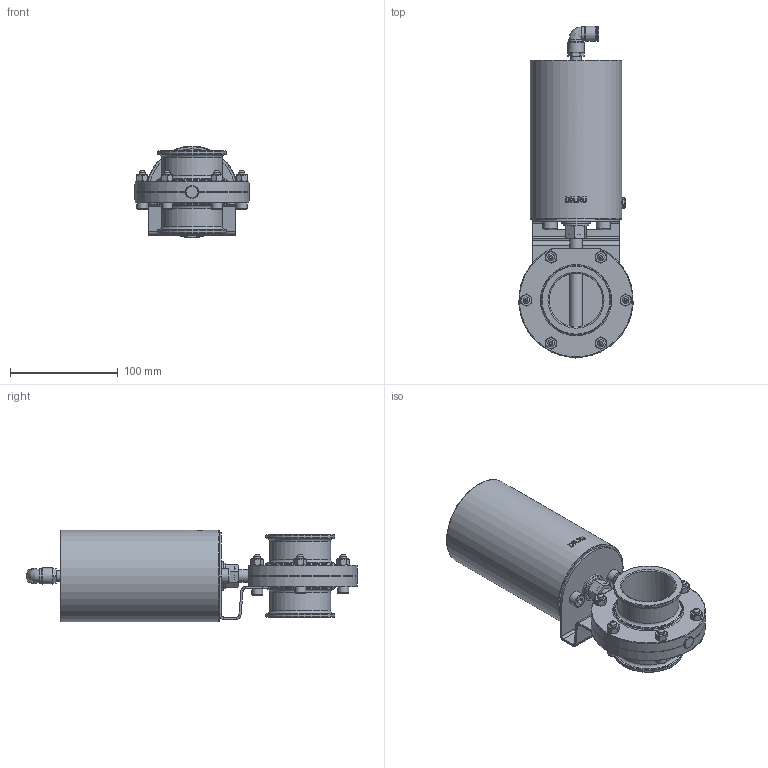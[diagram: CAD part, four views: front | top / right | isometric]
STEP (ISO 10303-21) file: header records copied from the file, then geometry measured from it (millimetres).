
FILE_DESCRIPTION(/* description */ (''),/* implementation_level */ '2;1');
FILE_NAME(/* name */ 'DN50_3D_STEP.stp',/* time_stamp */ '2025-12-25T15:33:40+03:00',/* author */ ('igorr'),/* organization */ (''),/* preprocessor_version */ 'ST-DEVELOPER v20',/* originating_system */ 'Autodesk Inventor 2025',/* authorisation */ '');
FILE_SCHEMA (('AUTOMOTIVE_DESIGN { 1 0 10303 214 3 1 1 }'));
Length unit declared in the file: millimetre
Products named in the file (9): Сборка1; Деталь1; Деталь; Деталь2; ANSI B18.2.4.2M - M6x1; AS 1421 - M6 x 10 засверленный 
конец; AS 1420 - 1973 - M6 x 10; AS 1420 - 1973 - M8 x 16; ANSI B18.2.4.2M - M12x1,75
Assembly tree (24 placements, depth 2):
  Сборка1
    Деталь1
    Деталь
    Деталь2
    ANSI B18.2.4.2M - M6x1  x6
    AS 1421 - M6 x 10 засверленный 
конец  x6
    AS 1420 - 1973 - M6 x 10  x6
    AS 1420 - 1973 - M8 x 16  x2
    ANSI B18.2.4.2M - M12x1,75
Bounding box: 105.73 x 307.68 x 85 mm (x, y, z)
Volume: 1050909.9 mm3; surface area: 154049.8 mm2
Topology: 24 solids, 24 shells, 672 faces, 1579 edges, 978 vertices
Faces by surface type: plane 330, cone 143, cylinder 123, torus 48, bspline 26, sphere 2
Full cylindrical faces by diameter (mm): 4.917 x6, 5.896 x1, 6 x24, 7.534 x1, 8 x2, 8.533 x2, 9 x2, 9.73 x1, 10 x7, 10.106 x1, 10.198 x1, 11.437 x1, 12 x1, 13 x4, 14 x2, 14.678 x1, 15 x1, 18 x1, 20 x2, 24 x1, 26 x1, 50 x2, 56.338 x2, 64 x4, 76 x1, 82 x1, 85 x1
Entity records: 13050 total; most frequent: CARTESIAN_POINT 3468, DIRECTION 1928, ORIENTED_EDGE 1824, EDGE_CURVE 912, AXIS2_PLACEMENT_3D 777, VERTEX_POINT 579, EDGE_LOOP 445, CIRCLE 384
